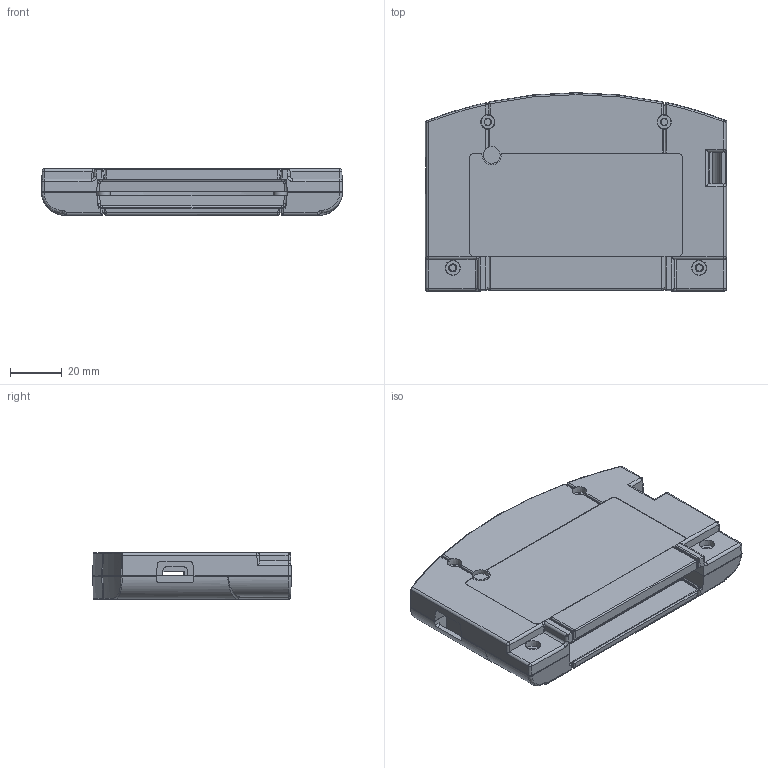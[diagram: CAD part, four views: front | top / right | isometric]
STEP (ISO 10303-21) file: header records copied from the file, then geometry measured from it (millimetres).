
FILE_DESCRIPTION(/* description */ (''),/* implementation_level */ '2;1');
FILE_NAME(/* name */ '6666666.stp',/* time_stamp */ '2024-01-10T15:25:53+08:00',/* author */ (''),/* organization */ (''),/* preprocessor_version */ 'ST-DEVELOPER v16',/* originating_system */ 'SIEMENS PLM Software NX 11.0',/* authorisation */ '');
FILE_SCHEMA (('AUTOMOTIVE_DESIGN { 1 0 10303 214 3 1 1 1 }'));
Length unit declared in the file: millimetre
Products named in the file (1): Admi27C036E8zeof
Bounding box: 116.11 x 76.61 x 18 mm (x, y, z)
Volume: 43010.6 mm3; surface area: 49861.5 mm2
Topology: 2 solids, 2 shells, 855 faces, 2431 edges, 1595 vertices
Faces by surface type: plane 340, bspline 289, cylinder 181, cone 26, sphere 13, torus 6
Full cylindrical faces by diameter (mm): 2.5 x4, 3.5 x2, 5 x4, 6 x2
Entity records: 38202 total; most frequent: CARTESIAN_POINT 15768, ORIENTED_EDGE 4778, DIRECTION 3200, EDGE_CURVE 2389, VERTEX_POINT 1585, LINE 1174, VECTOR 1174, AXIS2_PLACEMENT_3D 1013
